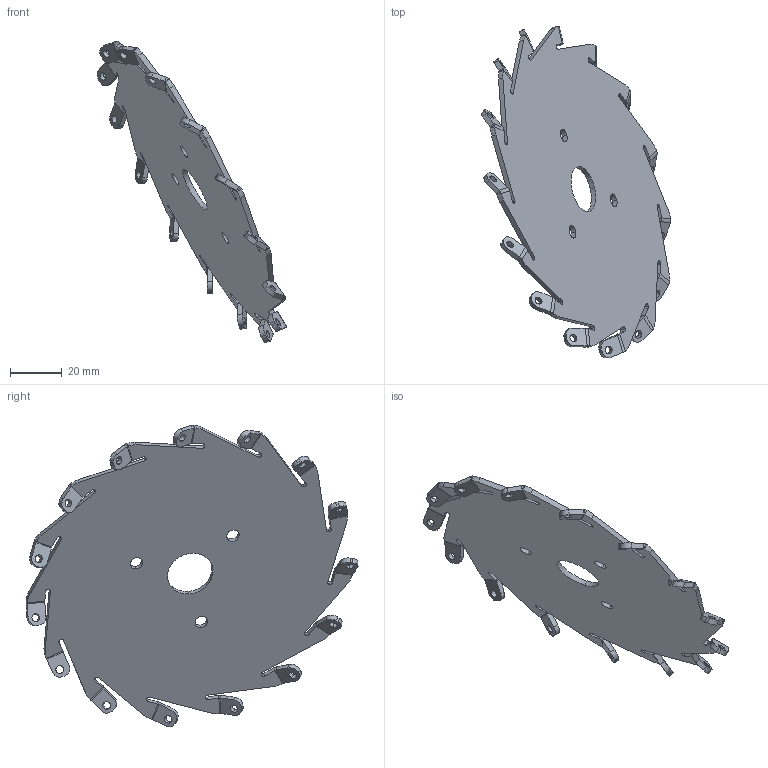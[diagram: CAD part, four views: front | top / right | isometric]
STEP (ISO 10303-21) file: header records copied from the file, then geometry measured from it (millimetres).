
FILE_DESCRIPTION (( 'STEP AP203' ), '1' );
FILE_NAME ('plate_step.STEP', '2022-02-24T13:59:54', ( '' ), ( '' ), 'SwSTEP 2.0', 'SolidWorks 2018', '' );
FILE_SCHEMA (( 'CONFIG_CONTROL_DESIGN' ));
Length unit declared in the file: millimetre
Products named in the file (1): plate_step
Bounding box: 73.35 x 128.44 x 116.68 mm (x, y, z)
Volume: 23263.5 mm3; surface area: 25575.1 mm2
Topology: 1 solids, 1 shells, 294 faces, 756 edges, 464 vertices
Faces by surface type: cylinder 142, plane 137, bspline 15
Entity records: 9077 total; most frequent: CARTESIAN_POINT 1740, DIRECTION 1540, ORIENTED_EDGE 1512, EDGE_CURVE 756, AXIS2_PLACEMENT_3D 564, VERTEX_POINT 464, VECTOR 412, LINE 412
